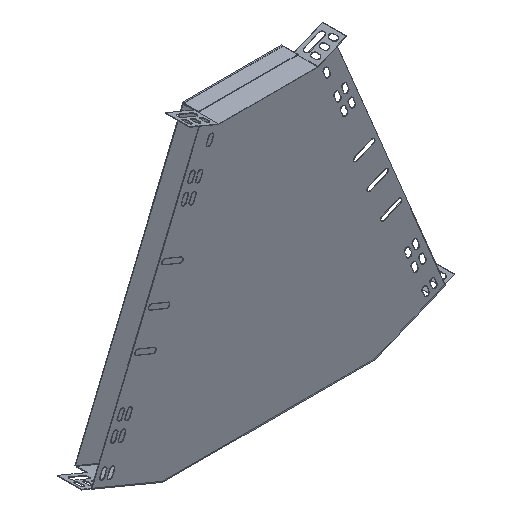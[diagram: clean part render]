
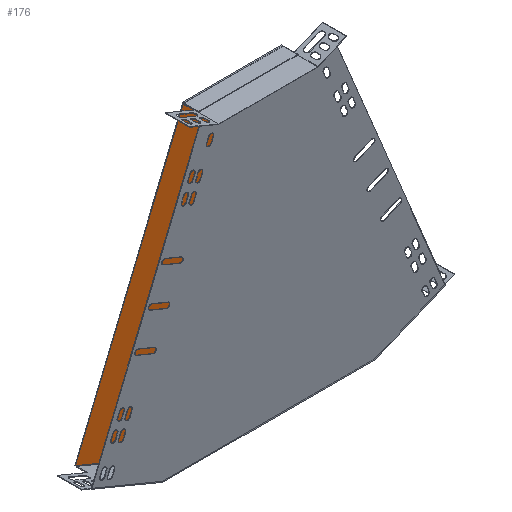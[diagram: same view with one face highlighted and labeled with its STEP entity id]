
A CAD part, isometric view. The second image highlights one B-rep face of the part: STEP entity #176.
In plain terms, the highlighted planar face has unit normal (0, -1, 0).
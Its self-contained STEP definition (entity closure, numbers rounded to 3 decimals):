
#52 = LINE ( 'NONE', #7560, #3082 ) ;
#86 = CARTESIAN_POINT ( 'NONE',  ( 176.773, 189.156, -215.659 ) ) ;
#176 = ADVANCED_FACE ( 'NONE', ( #4245 ), #3439, .T. ) ;
#252 = CARTESIAN_POINT ( 'NONE',  ( -44.214, 189.156, 186.341 ) ) ;
#311 = CARTESIAN_POINT ( 'NONE',  ( -197.287, 189.156, -184.21 ) ) ;
#555 = VECTOR ( 'NONE', #3656, 1000. ) ;
#776 = VECTOR ( 'NONE', #5737, 1000. ) ;
#798 = VECTOR ( 'NONE', #1020, 1000. ) ;
#861 = LINE ( 'NONE', #2377, #5324 ) ;
#1020 = DIRECTION ( 'NONE',  ( 0.383, 0., 0.924 ) ) ;
#1084 = LINE ( 'NONE', #5031, #7281 ) ;
#1118 = VERTEX_POINT ( 'NONE', #7690 ) ;
#1377 = DIRECTION ( 'NONE',  ( 0.383, 0., -0.924 ) ) ;
#1476 = CARTESIAN_POINT ( 'NONE',  ( 176.773, 189.156, -215.659 ) ) ;
#1537 = CARTESIAN_POINT ( 'NONE',  ( -44.214, 189.156, 185.341 ) ) ;
#1578 = CARTESIAN_POINT ( 'NONE',  ( -123.779, 189.156, -215.659 ) ) ;
#1712 = CARTESIAN_POINT ( 'NONE',  ( -123.779, 189.156, -215.659 ) ) ;
#1960 = LINE ( 'NONE', #3175, #3627 ) ;
#2377 = CARTESIAN_POINT ( 'NONE',  ( -44.214, 189.156, 186.341 ) ) ;
#2477 = VERTEX_POINT ( 'NONE', #1578 ) ;
#2554 = LINE ( 'NONE', #4244, #555 ) ;
#2578 = ORIENTED_EDGE ( 'NONE', *, *, #4101, .T. ) ;
#2993 = DIRECTION ( 'NONE',  ( 0., 0., -1. ) ) ;
#3039 = ORIENTED_EDGE ( 'NONE', *, *, #5670, .F. ) ;
#3082 = VECTOR ( 'NONE', #6978, 1000. ) ;
#3110 = DIRECTION ( 'NONE',  ( -0.924, 0., -0.383 ) ) ;
#3175 = CARTESIAN_POINT ( 'NONE',  ( 97.208, 189.156, 186.341 ) ) ;
#3193 = LINE ( 'NONE', #311, #4801 ) ;
#3246 = ORIENTED_EDGE ( 'NONE', *, *, #4002, .T. ) ;
#3281 = CARTESIAN_POINT ( 'NONE',  ( -123.779, 189.156, -214.659 ) ) ;
#3439 = PLANE ( 'NONE',  #4867 ) ;
#3627 = VECTOR ( 'NONE', #6649, 1000. ) ;
#3656 = DIRECTION ( 'NONE',  ( -1., 0., 0. ) ) ;
#3669 = EDGE_CURVE ( 'NONE', #6484, #7310, #5428, .T. ) ;
#3818 = EDGE_CURVE ( 'NONE', #2477, #6484, #52, .T. ) ;
#3948 = EDGE_CURVE ( 'NONE', #2477, #4375, #7064, .T. ) ;
#4002 = EDGE_CURVE ( 'NONE', #6676, #6217, #861, .T. ) ;
#4020 = CARTESIAN_POINT ( 'NONE',  ( 250.281, 189.156, -184.21 ) ) ;
#4048 = DIRECTION ( 'NONE',  ( 0., 0., -1. ) ) ;
#4084 = CARTESIAN_POINT ( 'NONE',  ( -44.214, 189.156, 185.341 ) ) ;
#4101 = EDGE_CURVE ( 'NONE', #6692, #6676, #2554, .T. ) ;
#4170 = EDGE_CURVE ( 'NONE', #6692, #6044, #1960, .T. ) ;
#4244 = CARTESIAN_POINT ( 'NONE',  ( -44.214, 189.156, 186.341 ) ) ;
#4245 = FACE_OUTER_BOUND ( 'NONE', #5741, .T. ) ;
#4375 = VERTEX_POINT ( 'NONE', #3281 ) ;
#4395 = ORIENTED_EDGE ( 'NONE', *, *, #5157, .F. ) ;
#4397 = VECTOR ( 'NONE', #3110, 1000. ) ;
#4667 = CARTESIAN_POINT ( 'NONE',  ( -197.287, 189.156, -184.21 ) ) ;
#4801 = VECTOR ( 'NONE', #6917, 1000. ) ;
#4867 = AXIS2_PLACEMENT_3D ( 'NONE', #4020, #7552, #4048 ) ;
#4951 = CARTESIAN_POINT ( 'NONE',  ( 176.773, 189.156, -214.659 ) ) ;
#4996 = ORIENTED_EDGE ( 'NONE', *, *, #6086, .F. ) ;
#5031 = CARTESIAN_POINT ( 'NONE',  ( 97.208, 189.156, 185.341 ) ) ;
#5121 = CARTESIAN_POINT ( 'NONE',  ( 97.208, 189.156, 186.341 ) ) ;
#5157 = EDGE_CURVE ( 'NONE', #6044, #1118, #1084, .T. ) ;
#5324 = VECTOR ( 'NONE', #2993, 1000. ) ;
#5395 = EDGE_CURVE ( 'NONE', #7662, #6217, #5457, .T. ) ;
#5428 = LINE ( 'NONE', #1476, #776 ) ;
#5457 = LINE ( 'NONE', #4084, #798 ) ;
#5670 = EDGE_CURVE ( 'NONE', #4375, #7662, #3193, .T. ) ;
#5737 = DIRECTION ( 'NONE',  ( 0., 0., 1. ) ) ;
#5741 = EDGE_LOOP ( 'NONE', ( #4996, #4395, #7055, #2578, #3246, #6024, #3039, #6589, #6759, #6922 ) ) ;
#5944 = DIRECTION ( 'NONE',  ( 0., 0., 1. ) ) ;
#6024 = ORIENTED_EDGE ( 'NONE', *, *, #5395, .F. ) ;
#6044 = VERTEX_POINT ( 'NONE', #6085 ) ;
#6085 = CARTESIAN_POINT ( 'NONE',  ( 97.208, 189.156, 185.341 ) ) ;
#6086 = EDGE_CURVE ( 'NONE', #1118, #7310, #6159, .T. ) ;
#6159 = LINE ( 'NONE', #7274, #4397 ) ;
#6217 = VERTEX_POINT ( 'NONE', #1537 ) ;
#6241 = VECTOR ( 'NONE', #5944, 1000. ) ;
#6484 = VERTEX_POINT ( 'NONE', #86 ) ;
#6589 = ORIENTED_EDGE ( 'NONE', *, *, #3948, .F. ) ;
#6649 = DIRECTION ( 'NONE',  ( 0., 0., -1. ) ) ;
#6676 = VERTEX_POINT ( 'NONE', #252 ) ;
#6692 = VERTEX_POINT ( 'NONE', #5121 ) ;
#6759 = ORIENTED_EDGE ( 'NONE', *, *, #3818, .T. ) ;
#6917 = DIRECTION ( 'NONE',  ( -0.924, 0., 0.383 ) ) ;
#6922 = ORIENTED_EDGE ( 'NONE', *, *, #3669, .T. ) ;
#6978 = DIRECTION ( 'NONE',  ( 1., 0., 0. ) ) ;
#7055 = ORIENTED_EDGE ( 'NONE', *, *, #4170, .F. ) ;
#7064 = LINE ( 'NONE', #1712, #6241 ) ;
#7274 = CARTESIAN_POINT ( 'NONE',  ( 250.281, 189.156, -184.21 ) ) ;
#7281 = VECTOR ( 'NONE', #1377, 1000. ) ;
#7310 = VERTEX_POINT ( 'NONE', #4951 ) ;
#7552 = DIRECTION ( 'NONE',  ( 0., -1., 0. ) ) ;
#7560 = CARTESIAN_POINT ( 'NONE',  ( 176.773, 189.156, -215.659 ) ) ;
#7662 = VERTEX_POINT ( 'NONE', #4667 ) ;
#7690 = CARTESIAN_POINT ( 'NONE',  ( 250.281, 189.156, -184.21 ) ) ;
